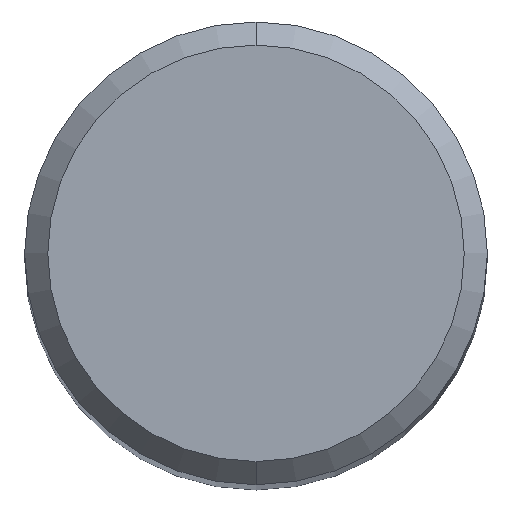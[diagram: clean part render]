
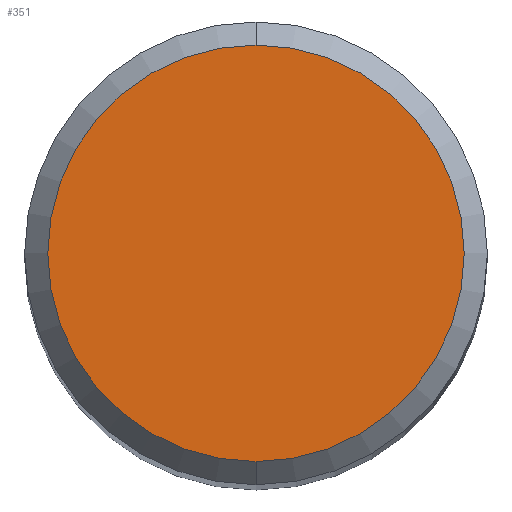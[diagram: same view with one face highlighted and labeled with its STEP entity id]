
A CAD part, top view. The second image highlights one B-rep face of the part: STEP entity #351.
In plain terms, the highlighted planar face has unit normal (0, 0, 1).
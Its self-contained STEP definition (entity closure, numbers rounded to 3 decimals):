
#315=VERTEX_POINT('',#635);
#351=ADVANCED_FACE('',(#675),#676,.T.);
#433=EDGE_CURVE('',#453,#315,#768,.T.);
#439=EDGE_CURVE('',#315,#453,#775,.T.);
#453=VERTEX_POINT('',#790);
#635=CARTESIAN_POINT('',(0.0,3.6,0.0));
#675=FACE_OUTER_BOUND('',#1223,.T.);
#676=PLANE('',#1224);
#768=CIRCLE('',#1417,3.6);
#775=CIRCLE('',#1425,3.6);
#790=CARTESIAN_POINT('',(0.,-3.6,0.0));
#1223=EDGE_LOOP('',(#1675,#1676));
#1224=AXIS2_PLACEMENT_3D('',#1677,#1678,#1679);
#1417=AXIS2_PLACEMENT_3D('',#1792,#1793,#1794);
#1425=AXIS2_PLACEMENT_3D('',#1801,#1802,#1803);
#1675=ORIENTED_EDGE('',*,*,#439,.F.);
#1676=ORIENTED_EDGE('',*,*,#433,.F.);
#1677=CARTESIAN_POINT('',(0.0,1.8,0.0));
#1678=DIRECTION('',(-0.0,0.0,1.0));
#1679=DIRECTION('',(0.0,-1.0,0.0));
#1792=CARTESIAN_POINT('',(0.0,0.0,0.0));
#1793=DIRECTION('',(0.0,0.0,-1.0));
#1794=DIRECTION('',(0.0,1.0,0.0));
#1801=CARTESIAN_POINT('',(0.0,0.0,0.0));
#1802=DIRECTION('',(0.0,0.0,-1.0));
#1803=DIRECTION('',(0.0,1.0,0.0));
